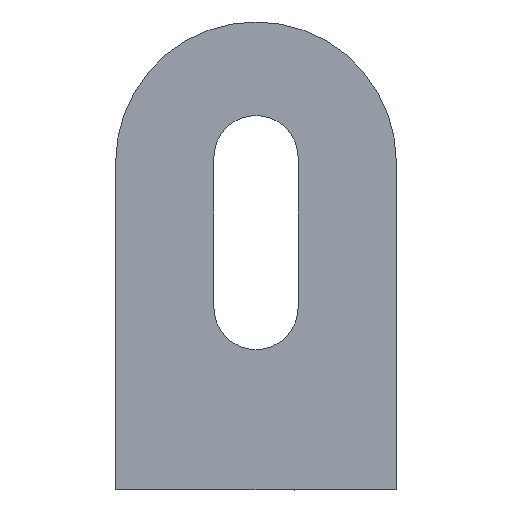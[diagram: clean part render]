
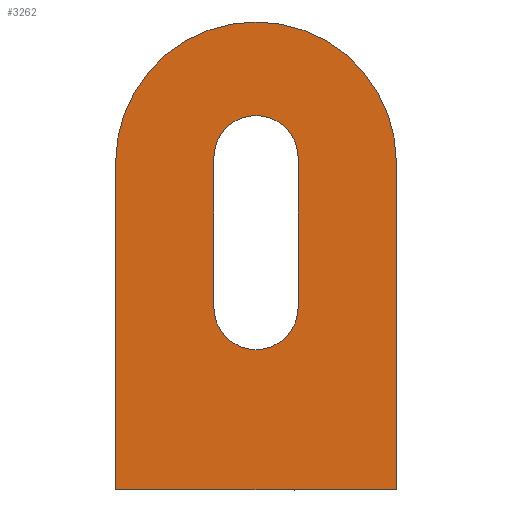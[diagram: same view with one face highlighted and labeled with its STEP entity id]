
A CAD part, left-side view. The second image highlights one B-rep face of the part: STEP entity #3262.
In plain terms, the highlighted planar face has unit normal (-1, 0, 0).
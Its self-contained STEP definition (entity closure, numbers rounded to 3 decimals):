
#269 = DIRECTION ( 'NONE',  ( -1., 0., 0. ) ) ;
#435 = CARTESIAN_POINT ( 'NONE',  ( -3., 0., 35.5 ) ) ;
#498 = CARTESIAN_POINT ( 'NONE',  ( -3., 0., 35. ) ) ;
#520 = EDGE_CURVE ( 'NONE', #7660, #8139, #9446, .T. ) ;
#680 = VECTOR ( 'NONE', #2670, 1000. ) ;
#1042 = LINE ( 'NONE', #4064, #680 ) ;
#1251 = VERTEX_POINT ( 'NONE', #9637 ) ;
#1253 = CIRCLE ( 'NONE', #6908, 4.5 ) ;
#1287 = CARTESIAN_POINT ( 'NONE',  ( -3., 15., 35. ) ) ;
#1303 = AXIS2_PLACEMENT_3D ( 'NONE', #498, #5850, #2380 ) ;
#1351 = CARTESIAN_POINT ( 'NONE',  ( -3., 4.5, 35.5 ) ) ;
#1409 = ORIENTED_EDGE ( 'NONE', *, *, #2260, .T. ) ;
#1418 = DIRECTION ( 'NONE',  ( 0., 0., 1. ) ) ;
#1549 = EDGE_CURVE ( 'NONE', #5171, #3775, #2405, .T. ) ;
#1552 = DIRECTION ( 'NONE',  ( 0., 0., -1. ) ) ;
#1557 = DIRECTION ( 'NONE',  ( 0., 0., -1. ) ) ;
#1766 = AXIS2_PLACEMENT_3D ( 'NONE', #1768, #269, #1795 ) ;
#1768 = CARTESIAN_POINT ( 'NONE',  ( -3., 0., 35. ) ) ;
#1795 = DIRECTION ( 'NONE',  ( 0., 0., 1. ) ) ;
#1968 = DIRECTION ( 'NONE',  ( 0., 0., -1. ) ) ;
#1976 = LINE ( 'NONE', #1351, #5815 ) ;
#2003 = CARTESIAN_POINT ( 'NONE',  ( -3., 0., 50. ) ) ;
#2084 = VERTEX_POINT ( 'NONE', #5641 ) ;
#2168 = CIRCLE ( 'NONE', #1766, 15. ) ;
#2260 = EDGE_CURVE ( 'NONE', #1251, #4523, #4686, .T. ) ;
#2337 = CARTESIAN_POINT ( 'NONE',  ( -3., -15., 0. ) ) ;
#2342 = CARTESIAN_POINT ( 'NONE',  ( -3., -4.5, 35.5 ) ) ;
#2380 = DIRECTION ( 'NONE',  ( 0., 0., 1. ) ) ;
#2405 = LINE ( 'NONE', #2342, #5538 ) ;
#2430 = EDGE_LOOP ( 'NONE', ( #1409, #6034, #3268, #8613, #9321 ) ) ;
#2540 = EDGE_CURVE ( 'NONE', #3775, #7660, #1253, .T. ) ;
#2640 = DIRECTION ( 'NONE',  ( 1., 0., 0. ) ) ;
#2661 = CIRCLE ( 'NONE', #5093, 4.5 ) ;
#2670 = DIRECTION ( 'NONE',  ( 0., -1., 0. ) ) ;
#2681 = EDGE_CURVE ( 'NONE', #4401, #2084, #3286, .T. ) ;
#2787 = ORIENTED_EDGE ( 'NONE', *, *, #520, .T. ) ;
#2932 = CARTESIAN_POINT ( 'NONE',  ( -3., -4.5, 19.5 ) ) ;
#2995 = CARTESIAN_POINT ( 'NONE',  ( -3., 0., 19.5 ) ) ;
#3033 = FACE_OUTER_BOUND ( 'NONE', #2430, .T. ) ;
#3131 = VERTEX_POINT ( 'NONE', #2337 ) ;
#3262 = ADVANCED_FACE ( 'NONE', ( #4274, #3033 ), #9391, .T. ) ;
#3268 = ORIENTED_EDGE ( 'NONE', *, *, #2681, .T. ) ;
#3286 = LINE ( 'NONE', #1287, #4147 ) ;
#3296 = EDGE_CURVE ( 'NONE', #2084, #3131, #1042, .T. ) ;
#3345 = CARTESIAN_POINT ( 'NONE',  ( -3., 4.5, 35.5 ) ) ;
#3512 = AXIS2_PLACEMENT_3D ( 'NONE', #2995, #9215, #1552 ) ;
#3548 = ORIENTED_EDGE ( 'NONE', *, *, #2540, .T. ) ;
#3758 = VECTOR ( 'NONE', #6130, 1000. ) ;
#3775 = VERTEX_POINT ( 'NONE', #2932 ) ;
#4064 = CARTESIAN_POINT ( 'NONE',  ( -3., 15., 0. ) ) ;
#4095 = DIRECTION ( 'NONE',  ( 0., 0., 1. ) ) ;
#4147 = VECTOR ( 'NONE', #8960, 1000. ) ;
#4274 = FACE_BOUND ( 'NONE', #4362, .T. ) ;
#4362 = EDGE_LOOP ( 'NONE', ( #7678, #4983, #3548, #2787, #7662 ) ) ;
#4401 = VERTEX_POINT ( 'NONE', #8706 ) ;
#4523 = VERTEX_POINT ( 'NONE', #2003 ) ;
#4686 = CIRCLE ( 'NONE', #1303, 15. ) ;
#4918 = CARTESIAN_POINT ( 'NONE',  ( -3., 4.5, 19.5 ) ) ;
#4983 = ORIENTED_EDGE ( 'NONE', *, *, #1549, .T. ) ;
#4992 = DIRECTION ( 'NONE',  ( 1., 0., 0. ) ) ;
#5010 = DIRECTION ( 'NONE',  ( 0., 0., -1. ) ) ;
#5093 = AXIS2_PLACEMENT_3D ( 'NONE', #435, #2640, #5010 ) ;
#5171 = VERTEX_POINT ( 'NONE', #6139 ) ;
#5296 = EDGE_CURVE ( 'NONE', #9220, #5171, #2661, .T. ) ;
#5538 = VECTOR ( 'NONE', #1557, 1000. ) ;
#5641 = CARTESIAN_POINT ( 'NONE',  ( -3., 15., 0. ) ) ;
#5815 = VECTOR ( 'NONE', #1418, 1000. ) ;
#5850 = DIRECTION ( 'NONE',  ( -1., 0., 0. ) ) ;
#6034 = ORIENTED_EDGE ( 'NONE', *, *, #6160, .T. ) ;
#6086 = AXIS2_PLACEMENT_3D ( 'NONE', #7912, #9489, #4095 ) ;
#6130 = DIRECTION ( 'NONE',  ( 0., 0., 1. ) ) ;
#6139 = CARTESIAN_POINT ( 'NONE',  ( -3., -4.5, 35.5 ) ) ;
#6160 = EDGE_CURVE ( 'NONE', #4523, #4401, #2168, .T. ) ;
#6439 = CARTESIAN_POINT ( 'NONE',  ( -3., 0., 19.5 ) ) ;
#6717 = CARTESIAN_POINT ( 'NONE',  ( -3., 0., 15. ) ) ;
#6908 = AXIS2_PLACEMENT_3D ( 'NONE', #6439, #4992, #1968 ) ;
#7291 = EDGE_CURVE ( 'NONE', #3131, #1251, #8648, .T. ) ;
#7616 = CARTESIAN_POINT ( 'NONE',  ( -3., -15., 0. ) ) ;
#7660 = VERTEX_POINT ( 'NONE', #6717 ) ;
#7662 = ORIENTED_EDGE ( 'NONE', *, *, #7765, .T. ) ;
#7678 = ORIENTED_EDGE ( 'NONE', *, *, #5296, .T. ) ;
#7765 = EDGE_CURVE ( 'NONE', #8139, #9220, #1976, .T. ) ;
#7912 = CARTESIAN_POINT ( 'NONE',  ( -3., 0., 35. ) ) ;
#8139 = VERTEX_POINT ( 'NONE', #4918 ) ;
#8613 = ORIENTED_EDGE ( 'NONE', *, *, #3296, .T. ) ;
#8648 = LINE ( 'NONE', #7616, #3758 ) ;
#8706 = CARTESIAN_POINT ( 'NONE',  ( -3., 15., 35. ) ) ;
#8960 = DIRECTION ( 'NONE',  ( 0., 0., -1. ) ) ;
#9215 = DIRECTION ( 'NONE',  ( 1., 0., 0. ) ) ;
#9220 = VERTEX_POINT ( 'NONE', #3345 ) ;
#9321 = ORIENTED_EDGE ( 'NONE', *, *, #7291, .T. ) ;
#9391 = PLANE ( 'NONE',  #6086 ) ;
#9446 = CIRCLE ( 'NONE', #3512, 4.5 ) ;
#9489 = DIRECTION ( 'NONE',  ( -1., 0., 0. ) ) ;
#9637 = CARTESIAN_POINT ( 'NONE',  ( -3., -15., 35. ) ) ;
